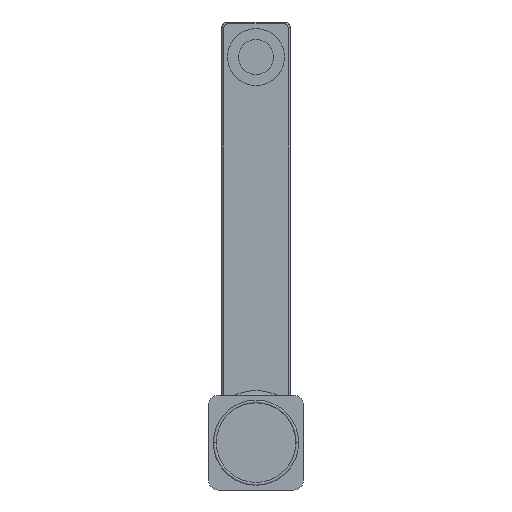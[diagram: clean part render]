
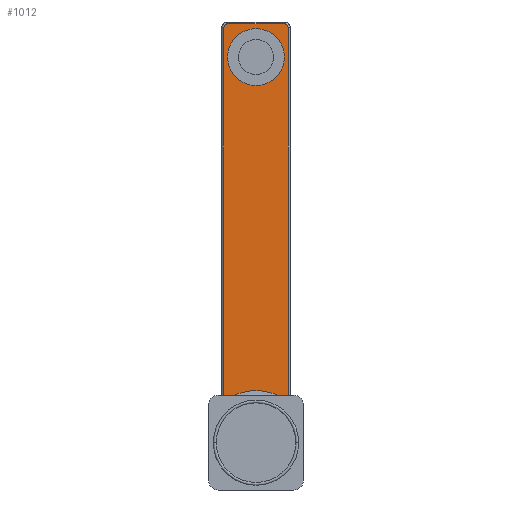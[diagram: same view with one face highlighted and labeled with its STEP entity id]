
A CAD part, front view. The second image highlights one B-rep face of the part: STEP entity #1012.
In plain terms, the highlighted planar face has unit normal (0, -1, 0).
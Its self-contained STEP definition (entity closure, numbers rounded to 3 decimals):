
#53=CARTESIAN_POINT('',(-17.,262.,21.616));
#263=DIRECTION('',(0.,0.,-1.));
#264=VECTOR('',#263,197.384);
#265=CARTESIAN_POINT('',(-17.,262.,219.));
#266=LINE('',#265,#264);
#267=CARTESIAN_POINT('',(-15.,262.,219.));
#268=DIRECTION('',(0.,-1.,0.));
#269=DIRECTION('',(0.,0.,1.));
#270=AXIS2_PLACEMENT_3D('',#267,#268,#269);
#272=DIRECTION('',(-1.,0.,0.));
#273=VECTOR('',#272,30.);
#274=CARTESIAN_POINT('',(15.,262.,221.));
#275=LINE('',#274,#273);
#276=CARTESIAN_POINT('',(15.,262.,219.));
#277=DIRECTION('',(0.,-1.,0.));
#278=DIRECTION('',(1.,0.,0.));
#279=AXIS2_PLACEMENT_3D('',#276,#277,#278);
#281=DIRECTION('',(0.,0.,1.));
#282=VECTOR('',#281,197.384);
#283=CARTESIAN_POINT('',(17.,262.,21.616));
#284=LINE('',#283,#282);
#285=CARTESIAN_POINT('',(0.,262.,0.));
#286=DIRECTION('',(0.,1.,0.));
#287=DIRECTION('',(-0.618,0.,0.786));
#288=AXIS2_PLACEMENT_3D('',#285,#286,#287);
#368=VERTEX_POINT('',#53);
#369=CARTESIAN_POINT('',(-17.,262.,219.));
#370=VERTEX_POINT('',#369);
#373=CARTESIAN_POINT('',(-15.,262.,221.));
#374=VERTEX_POINT('',#373);
#377=CARTESIAN_POINT('',(15.,262.,221.));
#378=VERTEX_POINT('',#377);
#381=CARTESIAN_POINT('',(17.,262.,219.));
#382=VERTEX_POINT('',#381);
#385=CARTESIAN_POINT('',(17.,262.,21.616));
#386=VERTEX_POINT('',#385);
#995=CARTESIAN_POINT('',(0.,262.,0.));
#996=DIRECTION('',(0.,1.,0.));
#997=DIRECTION('',(1.,0.,0.));
#998=AXIS2_PLACEMENT_3D('',#995,#996,#997);
#999=PLANE('',#998);
#1001=ORIENTED_EDGE('',*,*,#1000,.F.);
#1003=ORIENTED_EDGE('',*,*,#1002,.F.);
#1005=ORIENTED_EDGE('',*,*,#1004,.F.);
#1007=ORIENTED_EDGE('',*,*,#1006,.F.);
#1008=ORIENTED_EDGE('',*,*,#979,.F.);
#1009=ORIENTED_EDGE('',*,*,#455,.F.);
#1010=EDGE_LOOP('',(#1001,#1003,#1005,#1007,#1008,#1009));
#1011=FACE_OUTER_BOUND('',#1010,.F.);
#1012=ADVANCED_FACE('',(#1011),#999,.F.);
#271=CIRCLE('',#270,2.);
#280=CIRCLE('',#279,2.);
#289=CIRCLE('',#288,27.5);
#455=EDGE_CURVE('',#368,#386,#289,.T.);
#979=EDGE_CURVE('',#386,#382,#284,.T.);
#1000=EDGE_CURVE('',#370,#368,#266,.T.);
#1002=EDGE_CURVE('',#374,#370,#271,.T.);
#1004=EDGE_CURVE('',#378,#374,#275,.T.);
#1006=EDGE_CURVE('',#382,#378,#280,.T.);
